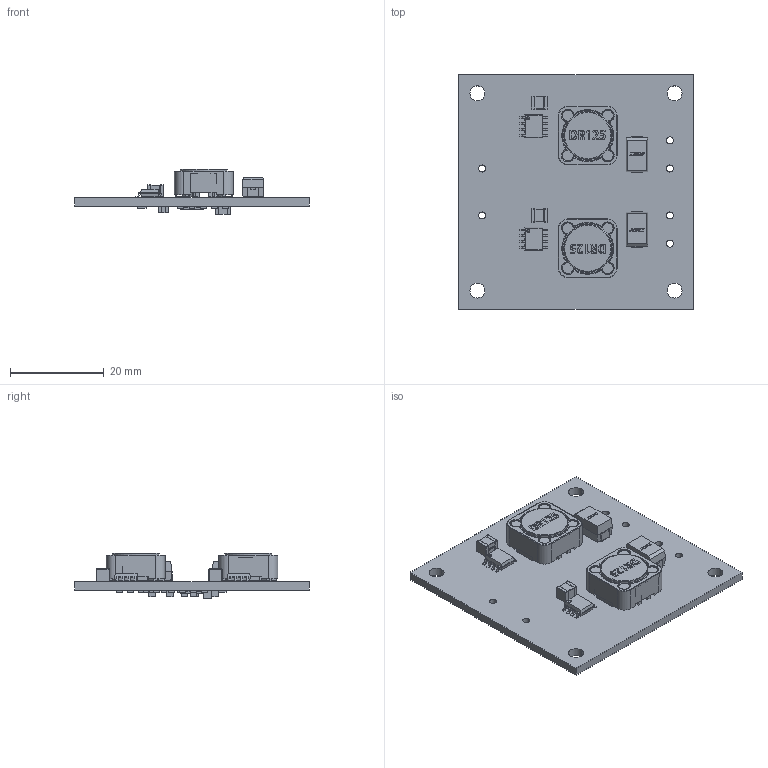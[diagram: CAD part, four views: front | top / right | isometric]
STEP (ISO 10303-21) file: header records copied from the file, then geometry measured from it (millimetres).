
FILE_DESCRIPTION(/* description */ ('PCB Design'),/* implementation_level */ '2;1');
FILE_NAME(/* name */ 'ISL6236A PCB V1I1',/* time_stamp */ '2018-02-23T09:12:07-08:00',/* author */ (''),/* organization */ (''),/* preprocessor_version */ 'ST-DEVELOPER v16',/* originating_system */ 'allegro_17.2S025',/* authorisation */ '');
FILE_SCHEMA (('AUTOMOTIVE_DESIGN { 1 0 10303 214 3 1 1 }'));
Length unit declared in the file: millimetre
Products named in the file (23): ISL6236A PCB V1I1; BOARD_OUTLINE; COMPONENTS; L32_5X5B; 7343-43; DR125; C1210; SO-8; C1206; C0805; R0805; User Library-qfn32-5x5; CTS7343X_L7.6W4.6H4.3S1.3F2.4R1P1.7B0.5; Case_Cathode_24; Case_Anode_24; Case_Bottom_24; Case_Top_24; dr125 rev2; CCS_CCSTDNOS_1210_L3.4W2.7T2.8B0.75; User Library-SOIC-8-1; CCS_CCSTDNOS_1206_L3.4W1.8T1.8B0.75; CCS_CCSTD_0805_L2.2W1.45T1.4B0.75; User Library-CRS0805
Assembly tree (49 placements, depth 5):
  ISL6236A PCB V1I1
    BOARD_OUTLINE
    COMPONENTS
      L32_5X5B
        User Library-qfn32-5x5
      7343-43  x2
        CTS7343X_L7.6W4.6H4.3S1.3F2.4R1P1.7B0.5
          Case_Bottom_24
          Case_Top_24
          Case_Cathode_24
          Case_Anode_24
      DR125  x2
        dr125 rev2
      C1210  x2
        CCS_CCSTDNOS_1210_L3.4W2.7T2.8B0.75
      SO-8  x2
        User Library-SOIC-8-1
      C1206
        CCS_CCSTDNOS_1206_L3.4W1.8T1.8B0.75
      C0805  x7
        CCS_CCSTD_0805_L2.2W1.45T1.4B0.75
      R0805  x18
        User Library-CRS0805
Bounding box: 50 x 50 x 9.61 mm (x, y, z)
Volume: 1487.3 mm3; surface area: 9398.9 mm2
Topology: 85 solids, 86 shells, 2989 faces, 7880 edges, 4912 vertices
Faces by surface type: plane 2205, cylinder 558, sphere 164, torus 60, cone 2
Entity records: 39495 total; most frequent: CARTESIAN_POINT 6813, ORIENTED_EDGE 5646, DIRECTION 5267, EDGE_CURVE 2834, VECTOR 2280, LINE 2280, VERTEX_POINT 1845, AXIS2_PLACEMENT_3D 1603
